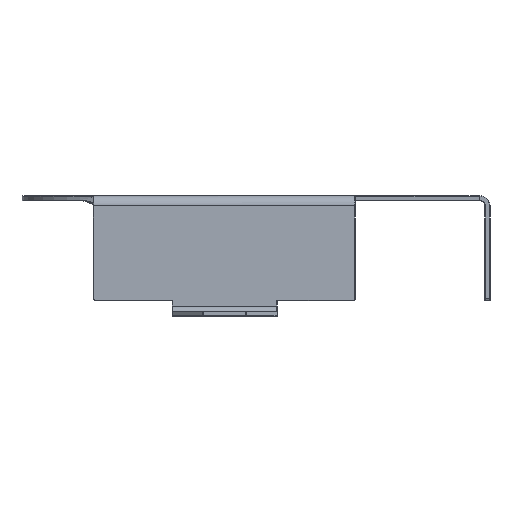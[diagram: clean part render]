
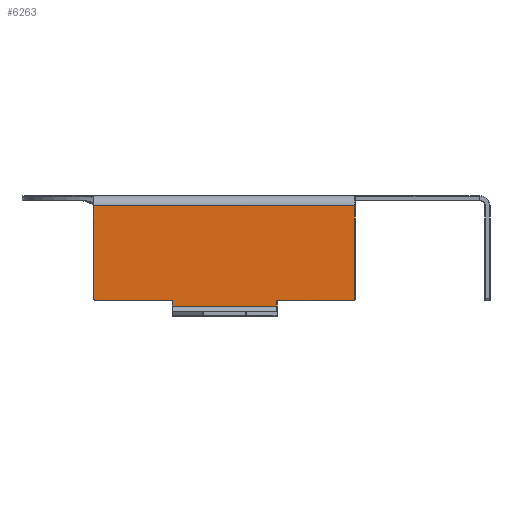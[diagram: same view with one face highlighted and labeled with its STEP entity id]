
A CAD part, left-side view. The second image highlights one B-rep face of the part: STEP entity #6263.
In plain terms, the highlighted planar face has unit normal (-1, 0, 0).
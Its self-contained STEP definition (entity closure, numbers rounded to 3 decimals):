
#41=PLANE('',#6952);
#509=FACE_OUTER_BOUND('',#933,.T.);
#933=EDGE_LOOP('',(#4725,#4726,#4727,#4728,#4729,#4730,#4731,#4732,#4733,
#4734,#4735,#4736));
#1291=LINE('',#10791,#1659);
#1293=LINE('',#10803,#1661);
#1295=LINE('',#10815,#1663);
#1322=LINE('',#11434,#1690);
#1324=LINE('',#11446,#1692);
#1326=LINE('',#11458,#1694);
#1331=LINE('',#11488,#1699);
#1333=LINE('',#11491,#1701);
#1659=VECTOR('',#8098,10.);
#1661=VECTOR('',#8112,10.);
#1663=VECTOR('',#8126,10.);
#1690=VECTOR('',#8391,10.);
#1692=VECTOR('',#8405,10.);
#1694=VECTOR('',#8419,10.);
#1699=VECTOR('',#8466,10.);
#1701=VECTOR('',#8470,10.);
#2079=CIRCLE('',#6790,0.05);
#2083=CIRCLE('',#6796,0.075);
#2165=CIRCLE('',#6921,0.075);
#2169=CIRCLE('',#6927,0.05);
#2638=VERTEX_POINT('',#10783);
#2640=VERTEX_POINT('',#10789);
#2642=VERTEX_POINT('',#10795);
#2644=VERTEX_POINT('',#10801);
#2646=VERTEX_POINT('',#10807);
#2648=VERTEX_POINT('',#10813);
#2716=VERTEX_POINT('',#11426);
#2718=VERTEX_POINT('',#11432);
#2720=VERTEX_POINT('',#11438);
#2722=VERTEX_POINT('',#11444);
#2724=VERTEX_POINT('',#11450);
#2726=VERTEX_POINT('',#11456);
#3300=EDGE_CURVE('',#2640,#2638,#1291,.T.);
#3303=EDGE_CURVE('',#2642,#2640,#2079,.T.);
#3306=EDGE_CURVE('',#2644,#2642,#1293,.T.);
#3309=EDGE_CURVE('',#2646,#2644,#2083,.T.);
#3312=EDGE_CURVE('',#2648,#2646,#1295,.T.);
#3435=EDGE_CURVE('',#2718,#2716,#1322,.T.);
#3438=EDGE_CURVE('',#2720,#2718,#2165,.T.);
#3441=EDGE_CURVE('',#2722,#2720,#1324,.T.);
#3444=EDGE_CURVE('',#2724,#2722,#2169,.T.);
#3447=EDGE_CURVE('',#2726,#2724,#1326,.T.);
#3461=EDGE_CURVE('',#2716,#2648,#1331,.T.);
#3463=EDGE_CURVE('',#2638,#2726,#1333,.T.);
#4725=ORIENTED_EDGE('',*,*,#3435,.F.);
#4726=ORIENTED_EDGE('',*,*,#3438,.F.);
#4727=ORIENTED_EDGE('',*,*,#3441,.F.);
#4728=ORIENTED_EDGE('',*,*,#3444,.F.);
#4729=ORIENTED_EDGE('',*,*,#3447,.F.);
#4730=ORIENTED_EDGE('',*,*,#3463,.F.);
#4731=ORIENTED_EDGE('',*,*,#3300,.F.);
#4732=ORIENTED_EDGE('',*,*,#3303,.F.);
#4733=ORIENTED_EDGE('',*,*,#3306,.F.);
#4734=ORIENTED_EDGE('',*,*,#3309,.F.);
#4735=ORIENTED_EDGE('',*,*,#3312,.F.);
#4736=ORIENTED_EDGE('',*,*,#3461,.F.);
#6263=ADVANCED_FACE('',(#509),#41,.T.);
#6790=AXIS2_PLACEMENT_3D('',#10797,#8104,#8105);
#6796=AXIS2_PLACEMENT_3D('',#10809,#8118,#8119);
#6921=AXIS2_PLACEMENT_3D('',#11440,#8397,#8398);
#6927=AXIS2_PLACEMENT_3D('',#11452,#8411,#8412);
#6952=AXIS2_PLACEMENT_3D('',#11490,#8468,#8469);
#8098=DIRECTION('',(0.,0.,-1.));
#8104=DIRECTION('center_axis',(-1.,0.,0.));
#8105=DIRECTION('ref_axis',(0.,0.707,0.707));
#8112=DIRECTION('',(0.,1.,0.));
#8118=DIRECTION('center_axis',(1.,0.,0.));
#8119=DIRECTION('ref_axis',(0.,-0.707,-0.707));
#8126=DIRECTION('',(0.,0.,-1.));
#8391=DIRECTION('',(0.,0.,1.));
#8397=DIRECTION('center_axis',(1.,0.,0.));
#8398=DIRECTION('ref_axis',(0.,0.707,-0.707));
#8405=DIRECTION('',(0.,1.,0.));
#8411=DIRECTION('center_axis',(-1.,0.,0.));
#8412=DIRECTION('ref_axis',(0.,-0.707,0.707));
#8419=DIRECTION('',(0.,0.,1.));
#8466=DIRECTION('',(0.,-1.,0.));
#8468=DIRECTION('center_axis',(-1.,0.,0.));
#8469=DIRECTION('ref_axis',(0.,-1.,0.));
#8470=DIRECTION('',(0.,1.,0.));
#10783=CARTESIAN_POINT('',(-12.7,-2.515,0.5));
#10789=CARTESIAN_POINT('',(-12.7,-2.515,0.735));
#10791=CARTESIAN_POINT('',(-12.7,-2.515,2.795));
#10795=CARTESIAN_POINT('',(-12.7,-2.565,0.785));
#10797=CARTESIAN_POINT('Origin',(-12.7,-2.565,0.735));
#10801=CARTESIAN_POINT('',(-12.7,-6.22,0.785));
#10803=CARTESIAN_POINT('',(-12.7,3.625,0.785));
#10807=CARTESIAN_POINT('',(-12.7,-6.295,0.86));
#10809=CARTESIAN_POINT('Origin',(-12.7,-6.22,0.86));
#10813=CARTESIAN_POINT('',(-12.7,-6.295,5.34));
#10815=CARTESIAN_POINT('',(-12.7,-6.295,5.715));
#11426=CARTESIAN_POINT('',(-12.7,6.315,5.34));
#11432=CARTESIAN_POINT('',(-12.7,6.315,0.86));
#11434=CARTESIAN_POINT('',(-12.7,6.315,5.715));
#11438=CARTESIAN_POINT('',(-12.7,6.24,0.785));
#11440=CARTESIAN_POINT('Origin',(-12.7,6.24,0.86));
#11444=CARTESIAN_POINT('',(-12.7,2.565,0.785));
#11446=CARTESIAN_POINT('',(-12.7,8.065,0.785));
#11450=CARTESIAN_POINT('',(-12.7,2.515,0.735));
#11452=CARTESIAN_POINT('Origin',(-12.7,2.565,0.735));
#11456=CARTESIAN_POINT('',(-12.7,2.515,0.5));
#11458=CARTESIAN_POINT('',(-12.7,2.515,3.175));
#11488=CARTESIAN_POINT('',(-12.7,4.138,5.34));
#11490=CARTESIAN_POINT('Origin',(-12.7,9.79,5.59));
#11491=CARTESIAN_POINT('',(-12.7,3.625,0.5));
